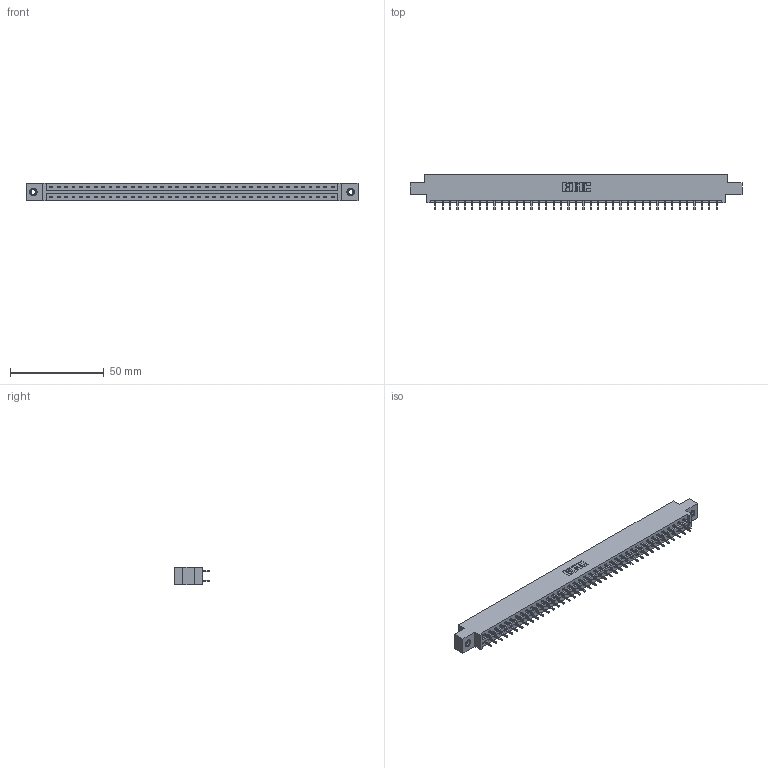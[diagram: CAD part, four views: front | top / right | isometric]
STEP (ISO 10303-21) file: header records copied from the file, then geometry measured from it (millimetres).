
FILE_DESCRIPTION (( 'STEP AP203' ), '1' );
FILE_NAME ('337-078-521-807.STEP', '2018-08-12T15:33:26', ( '' ), ( '' ), 'SwSTEP 2.0', 'SolidWorks 2016', '' );
FILE_SCHEMA (( 'CONFIG_CONTROL_DESIGN' ));
Length unit declared in the file: inch
Products named in the file (4): 337-078-521-807; 337 Part_0.170 Offset - 0.156 Dia-TI; 345-292-001_345-293-121; 345-250-001_345-250-005-103
Assembly tree (81 placements, depth 2):
  337-078-521-807
    337 Part_0.170 Offset - 0.156 Dia-TI
    345-292-001_345-293-121  x78
    345-250-001_345-250-005-103  x2
Bounding box: 177.55 x 19.06 x 9.4 mm (x, y, z)
Volume: 18508.4 mm3; surface area: 20807.2 mm2
Topology: 81 solids, 81 shells, 4390 faces, 13017 edges, 8566 vertices
Faces by surface type: plane 3070, cylinder 1304, cone 12, torus 4
Entity records: 31962 total; most frequent: CARTESIAN_POINT 5369, ORIENTED_EDGE 5298, DIRECTION 4603, EDGE_CURVE 2649, VECTOR 2501, LINE 2501, VERTEX_POINT 1760, AXIS2_PLACEMENT_3D 1051
